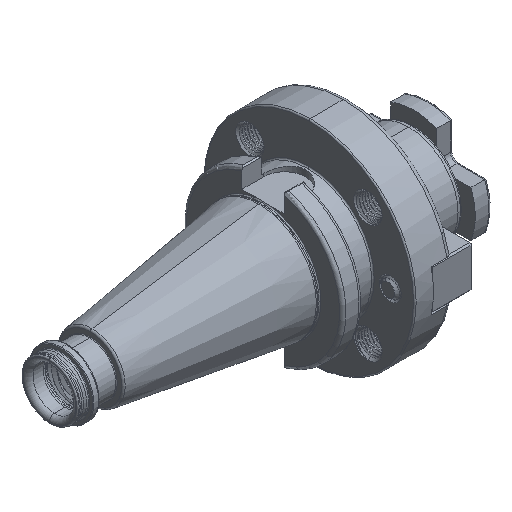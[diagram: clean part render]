
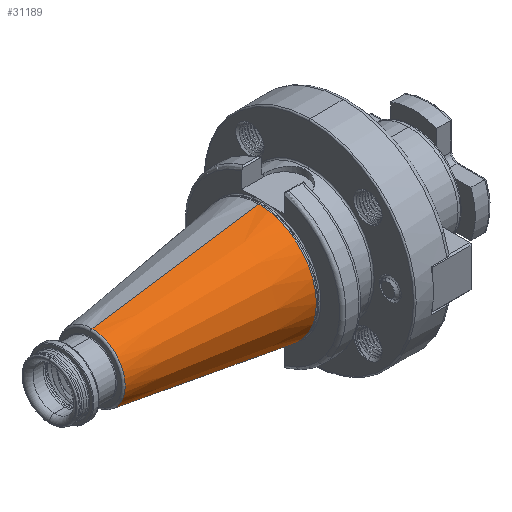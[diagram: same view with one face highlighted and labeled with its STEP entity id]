
A CAD part, isometric view. The second image highlights one B-rep face of the part: STEP entity #31189.
In plain terms, the highlighted conical face has half-angle 8.297 degrees and reference radius 35.027 mm.
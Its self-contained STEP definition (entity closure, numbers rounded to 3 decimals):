
#5162 = CARTESIAN_POINT ( 'NONE',  ( -8.5, 0., 0. ) ) ;
#5229 = DIRECTION ( 'NONE',  ( 0., 0., -1. ) ) ;
#5260 = DIRECTION ( 'NONE',  ( 1., 0., 0. ) ) ;
#8601 = FACE_OUTER_BOUND ( 'NONE', #36970, .T. ) ;
#8605 = CONICAL_SURFACE ( 'NONE', #14311, 35.027, 0.145 ) ;
#12167 = EDGE_CURVE ( 'NONE', #33647, #33705, #33385, .T. ) ;
#12199 = EDGE_CURVE ( 'NONE', #33613, #33637, #33405, .T. ) ;
#12948 = EDGE_CURVE ( 'NONE', #33705, #33637, #27849, .T. ) ;
#13040 = EDGE_CURVE ( 'NONE', #33647, #33613, #27478, .T. ) ;
#13530 = AXIS2_PLACEMENT_3D ( 'NONE', #14127, #14135, #14169 ) ;
#13564 = AXIS2_PLACEMENT_3D ( 'NONE', #14758, #14734, #14763 ) ;
#14127 = CARTESIAN_POINT ( 'NONE',  ( -110.123, 0., 0. ) ) ;
#14135 = DIRECTION ( 'NONE',  ( -1., 0., 0. ) ) ;
#14169 = DIRECTION ( 'NONE',  ( 0., 0., 1. ) ) ;
#14311 = AXIS2_PLACEMENT_3D ( 'NONE', #5162, #5260, #5229 ) ;
#14734 = DIRECTION ( 'NONE',  ( -1., 0., 0. ) ) ;
#14758 = CARTESIAN_POINT ( 'NONE',  ( -8.5, 0., 0. ) ) ;
#14763 = DIRECTION ( 'NONE',  ( 0., 0., 1. ) ) ;
#17482 = ORIENTED_EDGE ( 'NONE', *, *, #12199, .F. ) ;
#17643 = ORIENTED_EDGE ( 'NONE', *, *, #12167, .T. ) ;
#17647 = ORIENTED_EDGE ( 'NONE', *, *, #13040, .F. ) ;
#17656 = ORIENTED_EDGE ( 'NONE', *, *, #12948, .T. ) ;
#17911 = CARTESIAN_POINT ( 'NONE',  ( -8.5, 0., -35.027 ) ) ;
#17947 = DIRECTION ( 'NONE',  ( 0.99, 0., -0.144 ) ) ;
#18111 = CARTESIAN_POINT ( 'NONE',  ( -8.5, 0., 35.027 ) ) ;
#18138 = DIRECTION ( 'NONE',  ( 0.99, 0., 0.144 ) ) ;
#18218 = CARTESIAN_POINT ( 'NONE',  ( -110.123, 0., 20.207 ) ) ;
#18224 = CARTESIAN_POINT ( 'NONE',  ( -110.123, 0., -20.207 ) ) ;
#18261 = CARTESIAN_POINT ( 'NONE',  ( -8.5, 0., 35.027 ) ) ;
#18359 = CARTESIAN_POINT ( 'NONE',  ( -8.5, 0., -35.027 ) ) ;
#27478 = CIRCLE ( 'NONE', #13530, 20.207 ) ;
#27849 = CIRCLE ( 'NONE', #13564, 35.027 ) ;
#31189 = ADVANCED_FACE ( 'NONE', ( #8601 ), #8605, .T. ) ;
#33385 = LINE ( 'NONE', #17911, #33386 ) ;
#33386 = VECTOR ( 'NONE', #17947, 1000. ) ;
#33405 = LINE ( 'NONE', #18111, #33425 ) ;
#33425 = VECTOR ( 'NONE', #18138, 1000. ) ;
#33613 = VERTEX_POINT ( 'NONE', #18218 ) ;
#33637 = VERTEX_POINT ( 'NONE', #18261 ) ;
#33647 = VERTEX_POINT ( 'NONE', #18224 ) ;
#33705 = VERTEX_POINT ( 'NONE', #18359 ) ;
#36970 = EDGE_LOOP ( 'NONE', ( #17482, #17647, #17643, #17656 ) ) ;
